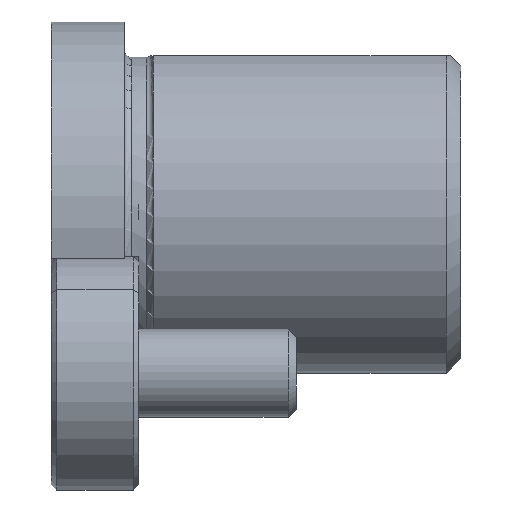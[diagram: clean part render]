
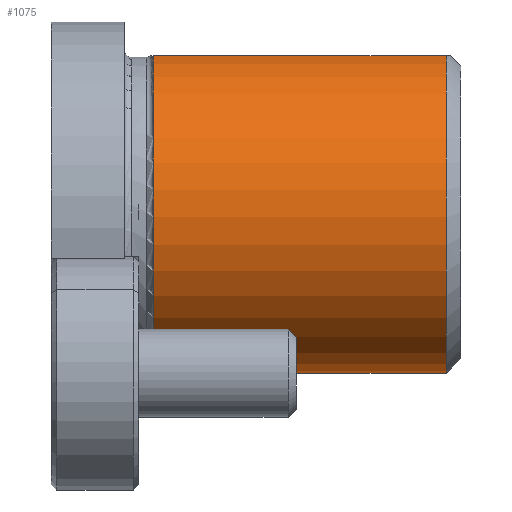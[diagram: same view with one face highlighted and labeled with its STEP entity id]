
A CAD part, left-side view. The second image highlights one B-rep face of the part: STEP entity #1075.
In plain terms, the highlighted cylindrical face has radius 11 mm (diameter 22 mm), a partial arc.
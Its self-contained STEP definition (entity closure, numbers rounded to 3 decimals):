
#40 = VECTOR ( 'NONE', #1467, 1000. ) ;
#41 = AXIS2_PLACEMENT_3D ( 'NONE', #346, #2059, #686 ) ;
#82 = CARTESIAN_POINT ( 'NONE',  ( 0., -22., 0. ) ) ;
#103 = CARTESIAN_POINT ( 'NONE',  ( -2.551, -23., 10.7 ) ) ;
#117 = CARTESIAN_POINT ( 'NONE',  ( 0., -22., -11. ) ) ;
#188 = DIRECTION ( 'NONE',  ( 0., -1., 0. ) ) ;
#197 = EDGE_CURVE ( 'NONE', #221, #604, #415, .T. ) ;
#221 = VERTEX_POINT ( 'NONE', #1211 ) ;
#346 = CARTESIAN_POINT ( 'NONE',  ( 0., -1.98, 0. ) ) ;
#361 = FACE_OUTER_BOUND ( 'NONE', #1908, .T. ) ;
#377 = DIRECTION ( 'NONE',  ( 0., 0., -1. ) ) ;
#405 = DIRECTION ( 'NONE',  ( 0., 0., -1. ) ) ;
#415 = CIRCLE ( 'NONE', #41, 11. ) ;
#441 = CARTESIAN_POINT ( 'NONE',  ( 0., -23., 0. ) ) ;
#451 = AXIS2_PLACEMENT_3D ( 'NONE', #82, #1563, #377 ) ;
#553 = ORIENTED_EDGE ( 'NONE', *, *, #879, .T. ) ;
#604 = VERTEX_POINT ( 'NONE', #1022 ) ;
#686 = DIRECTION ( 'NONE',  ( 0., 0., -1. ) ) ;
#696 = ORIENTED_EDGE ( 'NONE', *, *, #1937, .T. ) ;
#718 = EDGE_CURVE ( 'NONE', #1550, #898, #1323, .T. ) ;
#810 = CYLINDRICAL_SURFACE ( 'NONE', #1939, 11. ) ;
#815 = ORIENTED_EDGE ( 'NONE', *, *, #197, .T. ) ;
#859 = CARTESIAN_POINT ( 'NONE',  ( 0., -1.98, 0. ) ) ;
#866 = CARTESIAN_POINT ( 'NONE',  ( 0., -22., 0. ) ) ;
#879 = EDGE_CURVE ( 'NONE', #990, #1510, #1066, .T. ) ;
#898 = VERTEX_POINT ( 'NONE', #2086 ) ;
#990 = VERTEX_POINT ( 'NONE', #117 ) ;
#1022 = CARTESIAN_POINT ( 'NONE',  ( 0., -1.98, -11. ) ) ;
#1066 = CIRCLE ( 'NONE', #1189, 11. ) ;
#1075 = ADVANCED_FACE ( 'NONE', ( #361 ), #810, .T. ) ;
#1086 = EDGE_CURVE ( 'NONE', #221, #1510, #2110, .T. ) ;
#1112 = DIRECTION ( 'NONE',  ( 0., 1., 0. ) ) ;
#1189 = AXIS2_PLACEMENT_3D ( 'NONE', #866, #1737, #405 ) ;
#1193 = VECTOR ( 'NONE', #1112, 1000. ) ;
#1211 = CARTESIAN_POINT ( 'NONE',  ( -2.551, -1.98, 10.7 ) ) ;
#1264 = DIRECTION ( 'NONE',  ( 0., 1., 0. ) ) ;
#1269 = CARTESIAN_POINT ( 'NONE',  ( 2.551, -22., 10.7 ) ) ;
#1282 = AXIS2_PLACEMENT_3D ( 'NONE', #859, #188, #1373 ) ;
#1323 = LINE ( 'NONE', #1993, #1193 ) ;
#1373 = DIRECTION ( 'NONE',  ( 0., 0., -1. ) ) ;
#1409 = EDGE_CURVE ( 'NONE', #1550, #990, #1745, .T. ) ;
#1467 = DIRECTION ( 'NONE',  ( 0., -1., 0. ) ) ;
#1510 = VERTEX_POINT ( 'NONE', #2100 ) ;
#1550 = VERTEX_POINT ( 'NONE', #1269 ) ;
#1563 = DIRECTION ( 'NONE',  ( 0., 1., 0. ) ) ;
#1620 = DIRECTION ( 'NONE',  ( 0., 0., 1. ) ) ;
#1737 = DIRECTION ( 'NONE',  ( 0., 1., 0. ) ) ;
#1745 = CIRCLE ( 'NONE', #451, 11. ) ;
#1799 = ORIENTED_EDGE ( 'NONE', *, *, #718, .F. ) ;
#1908 = EDGE_LOOP ( 'NONE', ( #2115, #553, #2051, #815, #696, #1799 ) ) ;
#1937 = EDGE_CURVE ( 'NONE', #604, #898, #2017, .T. ) ;
#1939 = AXIS2_PLACEMENT_3D ( 'NONE', #441, #1264, #1620 ) ;
#1993 = CARTESIAN_POINT ( 'NONE',  ( 2.551, -23., 10.7 ) ) ;
#2017 = CIRCLE ( 'NONE', #1282, 11. ) ;
#2051 = ORIENTED_EDGE ( 'NONE', *, *, #1086, .F. ) ;
#2059 = DIRECTION ( 'NONE',  ( 0., -1., 0. ) ) ;
#2086 = CARTESIAN_POINT ( 'NONE',  ( 2.551, -1.98, 10.7 ) ) ;
#2100 = CARTESIAN_POINT ( 'NONE',  ( -2.551, -22., 10.7 ) ) ;
#2110 = LINE ( 'NONE', #103, #40 ) ;
#2115 = ORIENTED_EDGE ( 'NONE', *, *, #1409, .T. ) ;
